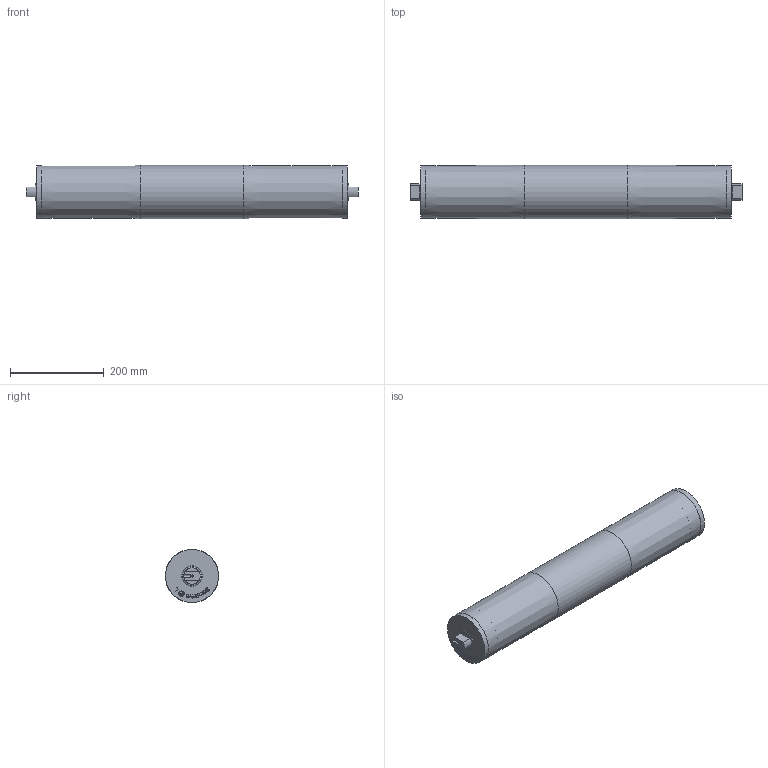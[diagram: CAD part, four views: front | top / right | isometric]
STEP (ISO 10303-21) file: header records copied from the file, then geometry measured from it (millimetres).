
FILE_DESCRIPTION(/* description */ (''),/* implementation_level */ '2;1');
FILE_NAME(/* name */ 'Scandrive L Ø113 RL662.stp',/* time_stamp */ '2017-06-13T18:21:27+02:00',/* author */ ('GUH'),/* organization */ (''),/* preprocessor_version */ 'ST-DEVELOPER v16.13',/* originating_system */ 'Autodesk Inventor 2018',/* authorisation */ '');
FILE_SCHEMA (('AP203_CONFIGURATION_CONTROLLED_3D_DESIGN_OF_MECHANICAL_PARTS_AND_ASSEMBLIES_MIM_LF { 1 0 10303 203 3 1 4 }','AUTOMOTIVE_DESIGN { 1 0 10303 214 3 1 1 }'));
Length unit declared in the file: millimetre
Products named in the file (1): Scandrive L Ø113 RL662
Bounding box: 707 x 113.5 x 113.5 mm (x, y, z)
Volume: 1116176 mm3; surface area: 493068.3 mm2
Topology: 1 solids, 2 shells, 423 faces, 1107 edges, 736 vertices
Faces by surface type: plane 237, bspline 164, cylinder 18, cone 4
Full cylindrical faces by diameter (mm): 5 x1, 35 x2, 42 x2, 44 x2, 55 x2, 100 x2, 108 x1, 112.3 x2, 112.5 x2, 113.5 x1
Entity records: 13710 total; most frequent: CARTESIAN_POINT 4392, ORIENTED_EDGE 2168, DIRECTION 1318, EDGE_CURVE 1084, VERTEX_POINT 734, LINE 710, VECTOR 710, EDGE_LOOP 492
